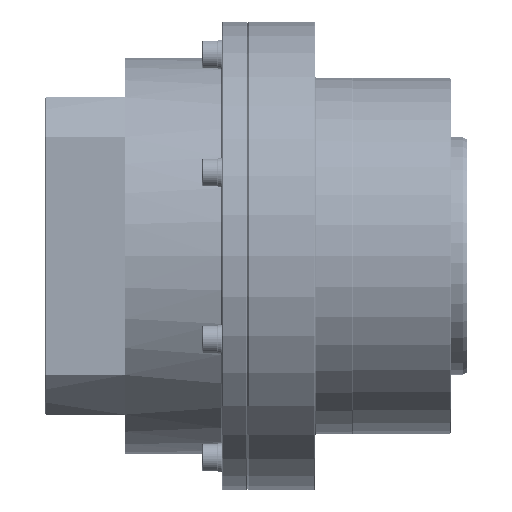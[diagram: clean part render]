
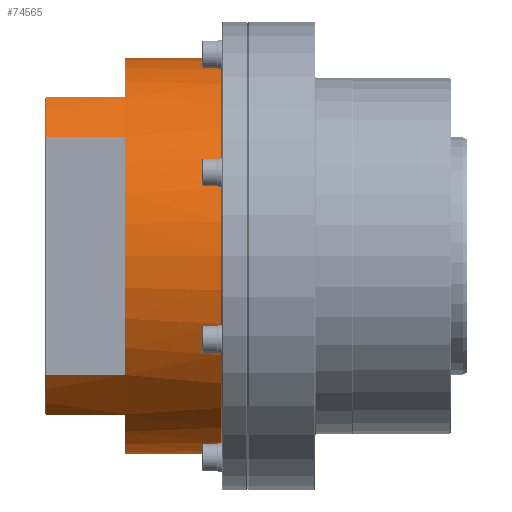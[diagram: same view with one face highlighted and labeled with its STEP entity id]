
A CAD part, left-side view. The second image highlights one B-rep face of the part: STEP entity #74565.
In plain terms, the highlighted cylindrical face has radius 50 mm (diameter 100 mm), a partial arc.
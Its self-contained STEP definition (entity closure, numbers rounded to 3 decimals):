
#1022 = DIRECTION ( 'NONE',  ( 0., 0., 1. ) ) ;
#2145 = AXIS2_PLACEMENT_3D ( 'NONE', #4064, #20098, #140571 ) ;
#2764 = ORIENTED_EDGE ( 'NONE', *, *, #113417, .T. ) ;
#3634 = VECTOR ( 'NONE', #136251, 1000. ) ;
#4064 = CARTESIAN_POINT ( 'NONE',  ( 0., 0., 0. ) ) ;
#4234 = EDGE_CURVE ( 'NONE', #35816, #47158, #60549, .T. ) ;
#9825 = ORIENTED_EDGE ( 'NONE', *, *, #11732, .T. ) ;
#10048 = VECTOR ( 'NONE', #128175, 1000. ) ;
#11014 = CIRCLE ( 'NONE', #167727, 50. ) ;
#11307 = ORIENTED_EDGE ( 'NONE', *, *, #82509, .T. ) ;
#11732 = EDGE_CURVE ( 'NONE', #52040, #72774, #11813, .T. ) ;
#11813 = CIRCLE ( 'NONE', #57433, 50. ) ;
#12253 = CARTESIAN_POINT ( 'NONE',  ( 0., 0., 50. ) ) ;
#12300 = CARTESIAN_POINT ( 'NONE',  ( 0., 57., 0. ) ) ;
#12318 = CARTESIAN_POINT ( 'NONE',  ( 0., 0., -50. ) ) ;
#14503 = CIRCLE ( 'NONE', #71454, 50. ) ;
#17771 = CARTESIAN_POINT ( 'NONE',  ( -40., 0., 30. ) ) ;
#18653 = DIRECTION ( 'NONE',  ( 0., -1., 0. ) ) ;
#20098 = DIRECTION ( 'NONE',  ( 0., -1., 0. ) ) ;
#21710 = LINE ( 'NONE', #142159, #68744 ) ;
#23723 = CARTESIAN_POINT ( 'NONE',  ( -30., 57., -40. ) ) ;
#24363 = CARTESIAN_POINT ( 'NONE',  ( -30., 57., 40. ) ) ;
#30440 = VERTEX_POINT ( 'NONE', #100261 ) ;
#32873 = VERTEX_POINT ( 'NONE', #173065 ) ;
#34450 = EDGE_CURVE ( 'NONE', #82933, #35816, #116205, .T. ) ;
#35816 = VERTEX_POINT ( 'NONE', #67676 ) ;
#36573 = DIRECTION ( 'NONE',  ( 0., 0., -1. ) ) ;
#37760 = ORIENTED_EDGE ( 'NONE', *, *, #55695, .T. ) ;
#38008 = CARTESIAN_POINT ( 'NONE',  ( -40., 37.3, 30. ) ) ;
#39690 = DIRECTION ( 'NONE',  ( 0., -1., 0. ) ) ;
#41691 = ORIENTED_EDGE ( 'NONE', *, *, #91523, .T. ) ;
#42862 = VECTOR ( 'NONE', #129251, 1000. ) ;
#43710 = LINE ( 'NONE', #84755, #42862 ) ;
#45924 = VERTEX_POINT ( 'NONE', #112588 ) ;
#46537 = EDGE_CURVE ( 'NONE', #121480, #82933, #43710, .T. ) ;
#46699 = AXIS2_PLACEMENT_3D ( 'NONE', #109305, #69183, #164566 ) ;
#47158 = VERTEX_POINT ( 'NONE', #38008 ) ;
#52040 = VERTEX_POINT ( 'NONE', #78713 ) ;
#53393 = VERTEX_POINT ( 'NONE', #67007 ) ;
#55695 = EDGE_CURVE ( 'NONE', #32873, #30440, #134556, .T. ) ;
#57433 = AXIS2_PLACEMENT_3D ( 'NONE', #12300, #121143, #163887 ) ;
#60549 = LINE ( 'NONE', #17771, #137037 ) ;
#63738 = CIRCLE ( 'NONE', #46699, 50. ) ;
#65895 = ORIENTED_EDGE ( 'NONE', *, *, #118760, .F. ) ;
#67007 = CARTESIAN_POINT ( 'NONE',  ( 0., 37.3, 50. ) ) ;
#67676 = CARTESIAN_POINT ( 'NONE',  ( -40., 57., 30. ) ) ;
#68744 = VECTOR ( 'NONE', #155520, 1000. ) ;
#69183 = DIRECTION ( 'NONE',  ( 0., -1., 0. ) ) ;
#70664 = EDGE_LOOP ( 'NONE', ( #65895, #11307, #80734, #105212, #142408, #99830, #41691, #9825, #2764, #134519, #37760, #134212 ) ) ;
#71454 = AXIS2_PLACEMENT_3D ( 'NONE', #137526, #81342, #1022 ) ;
#72774 = VERTEX_POINT ( 'NONE', #23723 ) ;
#74565 = ADVANCED_FACE ( 'NONE', ( #102153 ), #156561, .T. ) ;
#74994 = LINE ( 'NONE', #88378, #135343 ) ;
#77216 = CARTESIAN_POINT ( 'NONE',  ( 0., 37.3, 0. ) ) ;
#78713 = CARTESIAN_POINT ( 'NONE',  ( -40., 57., -30. ) ) ;
#80734 = ORIENTED_EDGE ( 'NONE', *, *, #46537, .T. ) ;
#81342 = DIRECTION ( 'NONE',  ( 0., -1., 0. ) ) ;
#82271 = CARTESIAN_POINT ( 'NONE',  ( -30., 37.3, 40. ) ) ;
#82509 = EDGE_CURVE ( 'NONE', #53393, #121480, #162925, .T. ) ;
#82745 = DIRECTION ( 'NONE',  ( 0., 0., -1. ) ) ;
#82933 = VERTEX_POINT ( 'NONE', #24363 ) ;
#84755 = CARTESIAN_POINT ( 'NONE',  ( -30., 0., 40. ) ) ;
#88378 = CARTESIAN_POINT ( 'NONE',  ( -40., 0., -30. ) ) ;
#91523 = EDGE_CURVE ( 'NONE', #45924, #52040, #74994, .T. ) ;
#93978 = CARTESIAN_POINT ( 'NONE',  ( -30., 37.3, -40. ) ) ;
#94595 = AXIS2_PLACEMENT_3D ( 'NONE', #77216, #39690, #146761 ) ;
#99830 = ORIENTED_EDGE ( 'NONE', *, *, #126793, .T. ) ;
#100261 = CARTESIAN_POINT ( 'NONE',  ( 0., 13., -50. ) ) ;
#102153 = FACE_OUTER_BOUND ( 'NONE', #70664, .T. ) ;
#103241 = EDGE_CURVE ( 'NONE', #168406, #30440, #11014, .T. ) ;
#105212 = ORIENTED_EDGE ( 'NONE', *, *, #34450, .T. ) ;
#106746 = CARTESIAN_POINT ( 'NONE',  ( 0., 13., 50. ) ) ;
#109305 = CARTESIAN_POINT ( 'NONE',  ( 0., 37.3, 0. ) ) ;
#112588 = CARTESIAN_POINT ( 'NONE',  ( -40., 37.3, -30. ) ) ;
#113417 = EDGE_CURVE ( 'NONE', #72774, #128782, #21710, .T. ) ;
#114240 = DIRECTION ( 'NONE',  ( 0., 1., 0. ) ) ;
#116205 = CIRCLE ( 'NONE', #124747, 50. ) ;
#118627 = CARTESIAN_POINT ( 'NONE',  ( 0., 13., 0. ) ) ;
#118760 = EDGE_CURVE ( 'NONE', #53393, #168406, #134489, .T. ) ;
#121143 = DIRECTION ( 'NONE',  ( 0., -1., 0. ) ) ;
#121480 = VERTEX_POINT ( 'NONE', #82271 ) ;
#124747 = AXIS2_PLACEMENT_3D ( 'NONE', #162973, #125510, #82745 ) ;
#125510 = DIRECTION ( 'NONE',  ( 0., -1., 0. ) ) ;
#126793 = EDGE_CURVE ( 'NONE', #47158, #45924, #63738, .T. ) ;
#128175 = DIRECTION ( 'NONE',  ( 0., -1., 0. ) ) ;
#128782 = VERTEX_POINT ( 'NONE', #93978 ) ;
#129251 = DIRECTION ( 'NONE',  ( 0., 1., 0. ) ) ;
#132140 = EDGE_CURVE ( 'NONE', #128782, #32873, #14503, .T. ) ;
#134212 = ORIENTED_EDGE ( 'NONE', *, *, #103241, .F. ) ;
#134489 = LINE ( 'NONE', #12253, #3634 ) ;
#134519 = ORIENTED_EDGE ( 'NONE', *, *, #132140, .T. ) ;
#134556 = LINE ( 'NONE', #12318, #10048 ) ;
#135343 = VECTOR ( 'NONE', #114240, 1000. ) ;
#136251 = DIRECTION ( 'NONE',  ( 0., -1., 0. ) ) ;
#137037 = VECTOR ( 'NONE', #18653, 1000. ) ;
#137526 = CARTESIAN_POINT ( 'NONE',  ( 0., 37.3, 0. ) ) ;
#140571 = DIRECTION ( 'NONE',  ( 0., 0., -1. ) ) ;
#142159 = CARTESIAN_POINT ( 'NONE',  ( -30., 0., -40. ) ) ;
#142408 = ORIENTED_EDGE ( 'NONE', *, *, #4234, .T. ) ;
#146761 = DIRECTION ( 'NONE',  ( 0., 0., 1. ) ) ;
#155520 = DIRECTION ( 'NONE',  ( 0., -1., 0. ) ) ;
#156561 = CYLINDRICAL_SURFACE ( 'NONE', #2145, 50. ) ;
#158772 = DIRECTION ( 'NONE',  ( 0., -1., 0. ) ) ;
#162925 = CIRCLE ( 'NONE', #94595, 50. ) ;
#162973 = CARTESIAN_POINT ( 'NONE',  ( 0., 57., 0. ) ) ;
#163887 = DIRECTION ( 'NONE',  ( 0., 0., -1. ) ) ;
#164566 = DIRECTION ( 'NONE',  ( 0., 0., 1. ) ) ;
#167727 = AXIS2_PLACEMENT_3D ( 'NONE', #118627, #158772, #36573 ) ;
#168406 = VERTEX_POINT ( 'NONE', #106746 ) ;
#173065 = CARTESIAN_POINT ( 'NONE',  ( 0., 37.3, -50. ) ) ;
